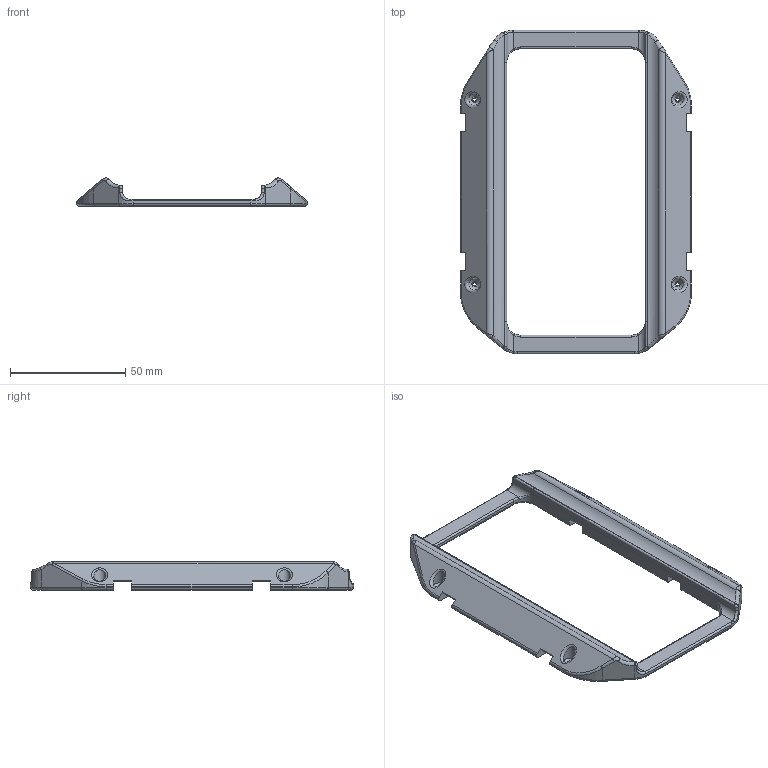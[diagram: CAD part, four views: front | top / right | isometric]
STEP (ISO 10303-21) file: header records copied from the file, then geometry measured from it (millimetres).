
FILE_DESCRIPTION(('FreeCAD Model'),'2;1');
FILE_NAME( 'top-cover.step', '2022-11-01T23:34:10',('Author'),(''), 'Open CASCADE STEP processor 7.3','FreeCAD','Unknown');
FILE_SCHEMA(('AUTOMOTIVE_DESIGN { 1 0 10303 214 1 1 1 1 }'));
Length unit declared in the file: millimetre
Products named in the file (1): Fillet538
Bounding box: 100 x 140 x 12.18 mm (x, y, z)
Volume: 41183.7 mm3; surface area: 16833.7 mm2
Topology: 1 solids, 1 shells, 188 faces, 472 edges, 284 vertices
Faces by surface type: cylinder 80, plane 48, bspline 32, torus 24, cone 4
Full cylindrical faces by diameter (mm): 1.5 x4, 5 x4
Entity records: 23415 total; most frequent: CARTESIAN_POINT 13378, DIRECTION 1476, ORIENTED_EDGE 936, PCURVE 936, DEFINITIONAL_REPRESENTATION 936, LINE 794, VECTOR 794, EDGE_CURVE 468
